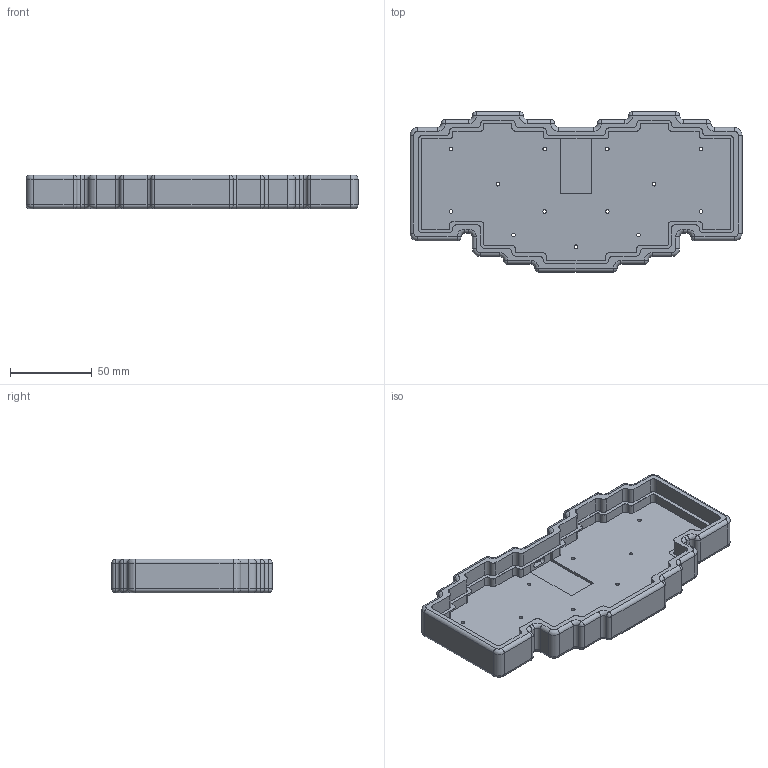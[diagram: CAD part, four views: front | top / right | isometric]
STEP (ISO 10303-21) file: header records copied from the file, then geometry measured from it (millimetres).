
FILE_DESCRIPTION(('HOOPS Exchange Step'),'2;1');
FILE_NAME('temp_export','2023-06-10T11:55:59-04:00',('jscotto'),('Shapr3D Limited'),'HOOPS Exchange 2022.2','Shapr3D','Authorized');
FILE_SCHEMA( ('AUTOMOTIVE_DESIGN { 1 0 10303 214 1 1 1 1 }') );
Length unit declared in the file: millimetre
Products named in the file (1): Case
Bounding box: 202.54 x 97.76 x 20.6 mm (x, y, z)
Volume: 102399.7 mm3; surface area: 56489.4 mm2
Topology: 1 solids, 1 shells, 490 faces, 1324 edges, 810 vertices
Faces by surface type: cylinder 197, plane 172, cone 49, torus 44, sphere 28
Full cylindrical faces by diameter (mm): 2.2 x13
Entity records: 15482 total; most frequent: CARTESIAN_POINT 2837, DIRECTION 2836, ORIENTED_EDGE 2592, EDGE_CURVE 1296, AXIS2_PLACEMENT_3D 1069, VERTEX_POINT 810, VECTOR 698, LINE 698
